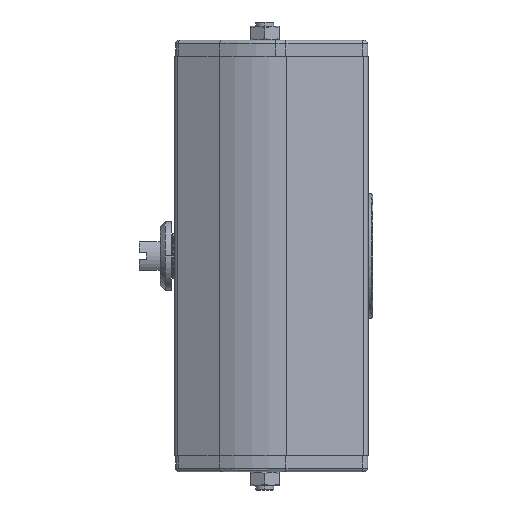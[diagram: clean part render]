
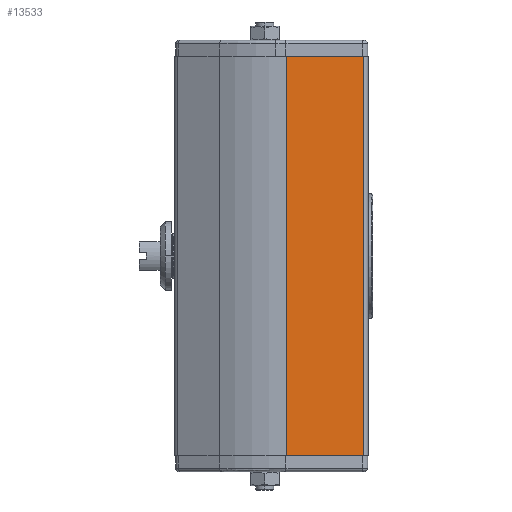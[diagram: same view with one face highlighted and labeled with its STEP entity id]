
A CAD part, left-side view. The second image highlights one B-rep face of the part: STEP entity #13533.
In plain terms, the highlighted planar face has unit normal (-0.996, -0.091, 0).
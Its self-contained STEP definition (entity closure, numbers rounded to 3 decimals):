
#214 = DIRECTION ( 'NONE',  ( 0.091, -0.996, 0. ) ) ;
#771 = EDGE_CURVE ( 'NONE', #6380, #3485, #7592, .T. ) ;
#1522 = VECTOR ( 'NONE', #5308, 1000. ) ;
#3458 = DIRECTION ( 'NONE',  ( -0.091, 0.996, 0. ) ) ;
#3462 = EDGE_CURVE ( 'NONE', #6380, #12992, #4667, .T. ) ;
#3485 = VERTEX_POINT ( 'NONE', #5875 ) ;
#3942 = DIRECTION ( 'NONE',  ( 0., 0., 1. ) ) ;
#4145 = CARTESIAN_POINT ( 'NONE',  ( -48.72, -12.123, -234. ) ) ;
#4212 = ORIENTED_EDGE ( 'NONE', *, *, #3462, .T. ) ;
#4256 = LINE ( 'NONE', #4812, #11250 ) ;
#4667 = LINE ( 'NONE', #14370, #11704 ) ;
#4713 = CARTESIAN_POINT ( 'NONE',  ( -44.75, -55.374, -9. ) ) ;
#4786 = VECTOR ( 'NONE', #3942, 1000. ) ;
#4812 = CARTESIAN_POINT ( 'NONE',  ( -44.75, -55.374, -234. ) ) ;
#5308 = DIRECTION ( 'NONE',  ( 0., 0., -1. ) ) ;
#5595 = EDGE_CURVE ( 'NONE', #12538, #12992, #5926, .T. ) ;
#5875 = CARTESIAN_POINT ( 'NONE',  ( -44.75, -55.374, -234. ) ) ;
#5926 = LINE ( 'NONE', #4145, #4786 ) ;
#6380 = VERTEX_POINT ( 'NONE', #4713 ) ;
#6581 = CARTESIAN_POINT ( 'NONE',  ( -44.75, -55.374, -234. ) ) ;
#7171 = CARTESIAN_POINT ( 'NONE',  ( -48.72, -12.123, -234. ) ) ;
#7592 = LINE ( 'NONE', #6581, #1522 ) ;
#9488 = DIRECTION ( 'NONE',  ( -0.091, 0.996, 0. ) ) ;
#10862 = AXIS2_PLACEMENT_3D ( 'NONE', #7171, #15591, #214 ) ;
#10937 = CARTESIAN_POINT ( 'NONE',  ( -48.72, -12.123, -234. ) ) ;
#11175 = EDGE_CURVE ( 'NONE', #3485, #12538, #4256, .T. ) ;
#11250 = VECTOR ( 'NONE', #3458, 1000. ) ;
#11625 = EDGE_LOOP ( 'NONE', ( #4212, #14275, #14005, #14584 ) ) ;
#11704 = VECTOR ( 'NONE', #9488, 1000. ) ;
#12538 = VERTEX_POINT ( 'NONE', #10937 ) ;
#12992 = VERTEX_POINT ( 'NONE', #15603 ) ;
#13180 = PLANE ( 'NONE',  #10862 ) ;
#13533 = ADVANCED_FACE ( 'NONE', ( #14111 ), #13180, .T. ) ;
#14005 = ORIENTED_EDGE ( 'NONE', *, *, #11175, .F. ) ;
#14111 = FACE_OUTER_BOUND ( 'NONE', #11625, .T. ) ;
#14275 = ORIENTED_EDGE ( 'NONE', *, *, #5595, .F. ) ;
#14370 = CARTESIAN_POINT ( 'NONE',  ( -44.75, -55.374, -9. ) ) ;
#14584 = ORIENTED_EDGE ( 'NONE', *, *, #771, .F. ) ;
#15591 = DIRECTION ( 'NONE',  ( -0.996, -0.091, 0. ) ) ;
#15603 = CARTESIAN_POINT ( 'NONE',  ( -48.72, -12.123, -9. ) ) ;
